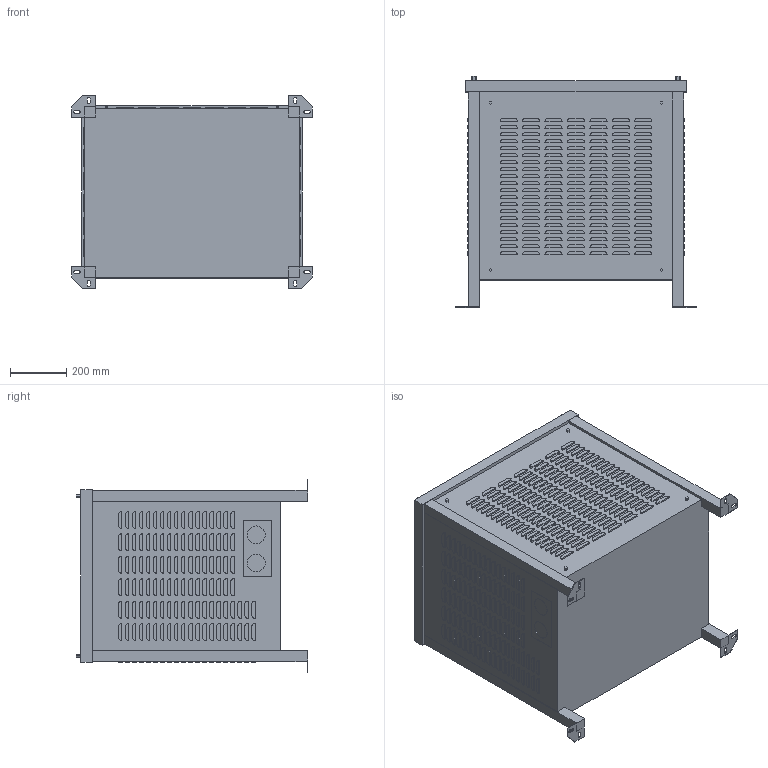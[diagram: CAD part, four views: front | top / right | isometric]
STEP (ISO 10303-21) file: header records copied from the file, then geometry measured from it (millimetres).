
FILE_DESCRIPTION (( 'STEP AP214' ), '1' );
FILE_NAME ('331924.STEP', '2021-01-25T07:32:58', ( '' ), ( '' ), 'SwSTEP 2.0', 'SolidWorks 2018', '' );
FILE_SCHEMA (( 'AUTOMOTIVE_DESIGN' ));
Length unit declared in the file: millimetre
Products named in the file (1): 331924
Bounding box: 858 x 825.1 x 690 mm (x, y, z)
Volume: 328752461 mm3; surface area: 3394375.9 mm2
Topology: 1 solids, 1 shells, 2690 faces, 6504 edges, 4336 vertices
Faces by surface type: plane 1650, cylinder 1040
Entity records: 78914 total; most frequent: DIRECTION 13966, CARTESIAN_POINT 13531, ORIENTED_EDGE 13008, EDGE_CURVE 6504, AXIS2_PLACEMENT_3D 4771, LINE 4424, VECTOR 4424, VERTEX_POINT 4336
